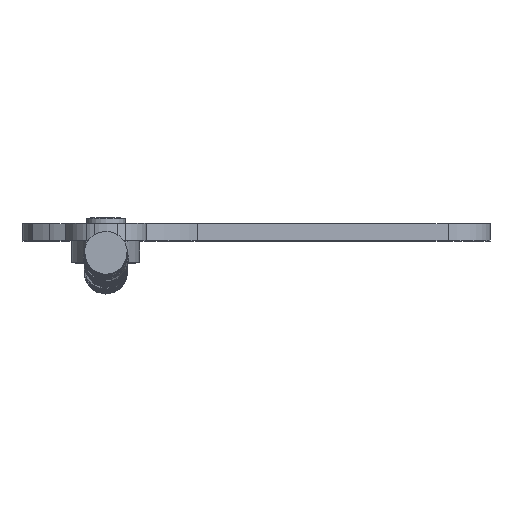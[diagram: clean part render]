
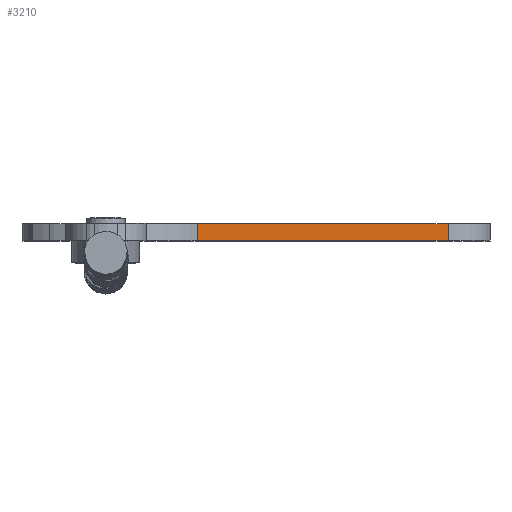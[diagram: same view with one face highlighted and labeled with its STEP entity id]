
A CAD part, top view. The second image highlights one B-rep face of the part: STEP entity #3210.
In plain terms, the highlighted free-form (B-spline) face has degree [1, 1] with [2, 2] control points.
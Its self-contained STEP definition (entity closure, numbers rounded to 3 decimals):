
#3140=CARTESIAN_POINT('',(0.0,63.237,8.468));
#3141=VERTEX_POINT('',#3140);
#3157=CARTESIAN_POINT('',(3.2,63.237,8.468));
#3158=VERTEX_POINT('',#3157);
#3159=CARTESIAN_POINT('',(3.2,63.237,8.468));
#3160=CARTESIAN_POINT('',(0.0,63.237,8.468));
#3161=QUASI_UNIFORM_CURVE('',1,(#3159,#3160),.UNSPECIFIED.,.F.,.U.);
#3162=EDGE_CURVE('',#3158,#3141,#3161,.T.);
#3183=CARTESIAN_POINT('',(-0.16,65.552,8.267));
#3184=CARTESIAN_POINT('',(-0.16,14.559,12.701));
#3185=CARTESIAN_POINT('',(3.36,65.552,8.267));
#3186=CARTESIAN_POINT('',(3.36,14.559,12.701));
#3187=B_SPLINE_SURFACE_WITH_KNOTS('',1,1,((#3183,#3185),(#3184,#3186)),.UNSPECIFIED.,.F.,.F.,.U.,(2,2),(2,2),(0.0,51.186),(0.0,3.52),.UNSPECIFIED.);
#3188=CARTESIAN_POINT('',(0.0,16.875,12.5));
#3189=VERTEX_POINT('',#3188);
#3190=CARTESIAN_POINT('',(0.0,16.875,12.5));
#3191=CARTESIAN_POINT('',(0.0,63.237,8.468));
#3192=QUASI_UNIFORM_CURVE('',1,(#3190,#3191),.UNSPECIFIED.,.F.,.U.);
#3193=EDGE_CURVE('',#3189,#3141,#3192,.T.);
#3194=ORIENTED_EDGE('',*,*,#3193,.F.);
#3195=CARTESIAN_POINT('',(3.2,16.875,12.5));
#3196=VERTEX_POINT('',#3195);
#3197=CARTESIAN_POINT('',(3.2,16.875,12.5));
#3198=CARTESIAN_POINT('',(0.0,16.875,12.5));
#3199=QUASI_UNIFORM_CURVE('',1,(#3197,#3198),.UNSPECIFIED.,.F.,.U.);
#3200=EDGE_CURVE('',#3196,#3189,#3199,.T.);
#3201=ORIENTED_EDGE('',*,*,#3200,.F.);
#3202=CARTESIAN_POINT('',(3.2,16.875,12.5));
#3203=CARTESIAN_POINT('',(3.2,63.237,8.468));
#3204=QUASI_UNIFORM_CURVE('',1,(#3202,#3203),.UNSPECIFIED.,.F.,.U.);
#3205=EDGE_CURVE('',#3196,#3158,#3204,.T.);
#3206=ORIENTED_EDGE('',*,*,#3205,.T.);
#3207=ORIENTED_EDGE('',*,*,#3162,.T.);
#3208=EDGE_LOOP('',(#3194,#3201,#3206,#3207));
#3209=FACE_OUTER_BOUND('',#3208,.T.);
#3210=ADVANCED_FACE('',(#3209),#3187,.T.);
